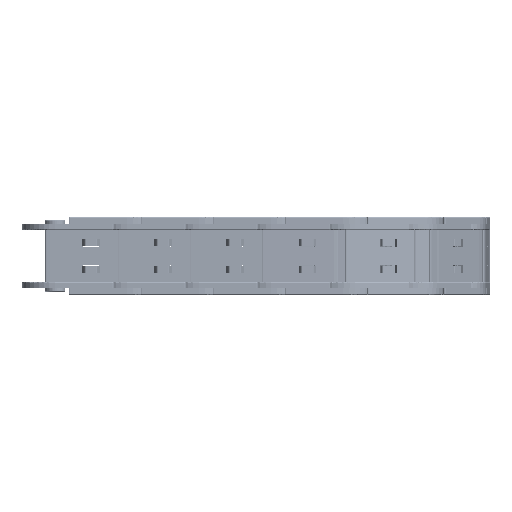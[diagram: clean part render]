
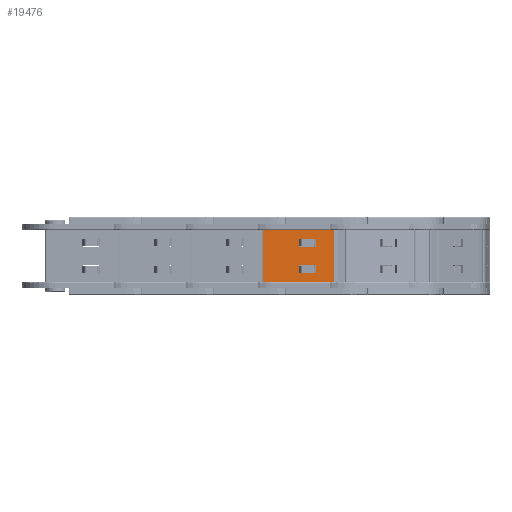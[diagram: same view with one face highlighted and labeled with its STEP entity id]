
A CAD part, front view. The second image highlights one B-rep face of the part: STEP entity #19476.
In plain terms, the highlighted face is planar.
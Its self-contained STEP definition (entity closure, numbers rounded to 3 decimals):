
#117 = CARTESIAN_POINT ( 'NONE',  ( -38.867, 70.37, -19.116 ) ) ;
#175 = EDGE_LOOP ( 'NONE', ( #7622, #13987, #44275, #11636 ) ) ;
#983 = CARTESIAN_POINT ( 'NONE',  ( -21.867, 70.37, -32.166 ) ) ;
#1125 = LINE ( 'NONE', #117, #19819 ) ;
#1655 = CARTESIAN_POINT ( 'NONE',  ( -24.867, 70.37, -25.416 ) ) ;
#2105 = CARTESIAN_POINT ( 'NONE',  ( -24.867, 70.37, -19.116 ) ) ;
#2707 = ORIENTED_EDGE ( 'NONE', *, *, #45120, .T. ) ;
#3060 = DIRECTION ( 'NONE',  ( 0., 0., 1. ) ) ;
#3220 = FACE_BOUND ( 'NONE', #42267, .T. ) ;
#3631 = DIRECTION ( 'NONE',  ( 1., 0., 0. ) ) ;
#4082 = CARTESIAN_POINT ( 'NONE',  ( -53.087, 70.37, 8.434 ) ) ;
#4251 = CARTESIAN_POINT ( 'NONE',  ( -24.867, 70.37, 1.684 ) ) ;
#4770 = LINE ( 'NONE', #17364, #23462 ) ;
#5465 = CARTESIAN_POINT ( 'NONE',  ( 3.113, 70.37, -113.786 ) ) ;
#6568 = LINE ( 'NONE', #33765, #35133 ) ;
#6783 = EDGE_CURVE ( 'NONE', #37639, #26080, #25844, .T. ) ;
#7158 = EDGE_CURVE ( 'NONE', #42223, #14123, #6568, .T. ) ;
#7622 = ORIENTED_EDGE ( 'NONE', *, *, #13562, .F. ) ;
#7867 = VERTEX_POINT ( 'NONE', #14139 ) ;
#7997 = VECTOR ( 'NONE', #22832, 1000. ) ;
#8348 = ORIENTED_EDGE ( 'NONE', *, *, #18917, .F. ) ;
#8818 = LINE ( 'NONE', #13065, #42887 ) ;
#9194 = VERTEX_POINT ( 'NONE', #15451 ) ;
#9411 = ORIENTED_EDGE ( 'NONE', *, *, #31065, .T. ) ;
#9622 = CARTESIAN_POINT ( 'NONE',  ( 3.113, 70.37, 8.434 ) ) ;
#10178 = CARTESIAN_POINT ( 'NONE',  ( -53.087, 70.37, -32.166 ) ) ;
#10395 = EDGE_LOOP ( 'NONE', ( #12622, #32785, #8348, #2707 ) ) ;
#11636 = ORIENTED_EDGE ( 'NONE', *, *, #30105, .F. ) ;
#12462 = LINE ( 'NONE', #983, #23443 ) ;
#12622 = ORIENTED_EDGE ( 'NONE', *, *, #34164, .T. ) ;
#13065 = CARTESIAN_POINT ( 'NONE',  ( -24.867, 70.37, -19.116 ) ) ;
#13562 = EDGE_CURVE ( 'NONE', #26080, #27304, #4770, .T. ) ;
#13821 = VECTOR ( 'NONE', #19423, 1000. ) ;
#13987 = ORIENTED_EDGE ( 'NONE', *, *, #6783, .F. ) ;
#14123 = VERTEX_POINT ( 'NONE', #9622 ) ;
#14139 = CARTESIAN_POINT ( 'NONE',  ( -24.867, 70.37, -25.416 ) ) ;
#14969 = CARTESIAN_POINT ( 'NONE',  ( -38.867, 70.37, -4.616 ) ) ;
#15288 = DIRECTION ( 'NONE',  ( -1., 0., 0. ) ) ;
#15451 = CARTESIAN_POINT ( 'NONE',  ( -38.867, 70.37, -25.416 ) ) ;
#15460 = ORIENTED_EDGE ( 'NONE', *, *, #31410, .T. ) ;
#16058 = VERTEX_POINT ( 'NONE', #19790 ) ;
#16470 = DIRECTION ( 'NONE',  ( 0., 0., -1. ) ) ;
#17349 = LINE ( 'NONE', #5465, #7997 ) ;
#17364 = CARTESIAN_POINT ( 'NONE',  ( -24.867, 70.37, -4.616 ) ) ;
#18166 = VERTEX_POINT ( 'NONE', #2105 ) ;
#18917 = EDGE_CURVE ( 'NONE', #19632, #42223, #36243, .T. ) ;
#19046 = LINE ( 'NONE', #44495, #22845 ) ;
#19423 = DIRECTION ( 'NONE',  ( 0., 0., 1. ) ) ;
#19476 = ADVANCED_FACE ( 'NONE', ( #3220, #39502, #42264 ), #20046, .F. ) ;
#19632 = VERTEX_POINT ( 'NONE', #10178 ) ;
#19646 = DIRECTION ( 'NONE',  ( 1., 0., 0. ) ) ;
#19790 = CARTESIAN_POINT ( 'NONE',  ( 3.113, 70.37, -32.166 ) ) ;
#19819 = VECTOR ( 'NONE', #3060, 1000. ) ;
#19969 = DIRECTION ( 'NONE',  ( 0., 0., -1. ) ) ;
#20046 = PLANE ( 'NONE',  #39902 ) ;
#22289 = CARTESIAN_POINT ( 'NONE',  ( -38.867, 70.37, 1.684 ) ) ;
#22601 = CARTESIAN_POINT ( 'NONE',  ( -24.867, 70.37, -4.616 ) ) ;
#22832 = DIRECTION ( 'NONE',  ( 0., 0., 1. ) ) ;
#22845 = VECTOR ( 'NONE', #34362, 1000. ) ;
#22968 = CARTESIAN_POINT ( 'NONE',  ( -24.867, 70.37, -4.616 ) ) ;
#23327 = CARTESIAN_POINT ( 'NONE',  ( -38.867, 70.37, -19.116 ) ) ;
#23443 = VECTOR ( 'NONE', #39544, 1000. ) ;
#23462 = VECTOR ( 'NONE', #27383, 1000. ) ;
#23872 = CARTESIAN_POINT ( 'NONE',  ( -21.867, 70.37, -32.166 ) ) ;
#24795 = CARTESIAN_POINT ( 'NONE',  ( -24.867, 70.37, -19.116 ) ) ;
#25844 = LINE ( 'NONE', #40868, #37948 ) ;
#26080 = VERTEX_POINT ( 'NONE', #14969 ) ;
#27304 = VERTEX_POINT ( 'NONE', #22968 ) ;
#27383 = DIRECTION ( 'NONE',  ( 1., 0., 0. ) ) ;
#27441 = DIRECTION ( 'NONE',  ( 0., 0., 1. ) ) ;
#28703 = ORIENTED_EDGE ( 'NONE', *, *, #43368, .T. ) ;
#30105 = EDGE_CURVE ( 'NONE', #27304, #32315, #32534, .T. ) ;
#31065 = EDGE_CURVE ( 'NONE', #9194, #33715, #1125, .T. ) ;
#31410 = EDGE_CURVE ( 'NONE', #18166, #7867, #8818, .T. ) ;
#32315 = VERTEX_POINT ( 'NONE', #4251 ) ;
#32334 = EDGE_CURVE ( 'NONE', #7867, #9194, #43408, .T. ) ;
#32534 = LINE ( 'NONE', #22601, #13821 ) ;
#32785 = ORIENTED_EDGE ( 'NONE', *, *, #7158, .F. ) ;
#33715 = VERTEX_POINT ( 'NONE', #23327 ) ;
#33765 = CARTESIAN_POINT ( 'NONE',  ( -21.867, 70.37, 8.434 ) ) ;
#34164 = EDGE_CURVE ( 'NONE', #16058, #14123, #17349, .T. ) ;
#34237 = EDGE_CURVE ( 'NONE', #32315, #37639, #19046, .T. ) ;
#34362 = DIRECTION ( 'NONE',  ( -1., 0., 0. ) ) ;
#35133 = VECTOR ( 'NONE', #19646, 1000. ) ;
#35278 = ORIENTED_EDGE ( 'NONE', *, *, #32334, .T. ) ;
#36243 = LINE ( 'NONE', #41939, #45028 ) ;
#37639 = VERTEX_POINT ( 'NONE', #22289 ) ;
#37948 = VECTOR ( 'NONE', #19969, 1000. ) ;
#38878 = DIRECTION ( 'NONE',  ( 0., 0., 1. ) ) ;
#39502 = FACE_OUTER_BOUND ( 'NONE', #10395, .T. ) ;
#39544 = DIRECTION ( 'NONE',  ( 1., 0., 0. ) ) ;
#39559 = VECTOR ( 'NONE', #15288, 1000. ) ;
#39902 = AXIS2_PLACEMENT_3D ( 'NONE', #23872, #40942, #27441 ) ;
#40415 = VECTOR ( 'NONE', #3631, 1000. ) ;
#40868 = CARTESIAN_POINT ( 'NONE',  ( -38.867, 70.37, -4.616 ) ) ;
#40942 = DIRECTION ( 'NONE',  ( 0., 1., 0. ) ) ;
#41515 = LINE ( 'NONE', #24795, #40415 ) ;
#41939 = CARTESIAN_POINT ( 'NONE',  ( -53.087, 70.37, -113.786 ) ) ;
#42223 = VERTEX_POINT ( 'NONE', #4082 ) ;
#42264 = FACE_BOUND ( 'NONE', #175, .T. ) ;
#42267 = EDGE_LOOP ( 'NONE', ( #28703, #15460, #35278, #9411 ) ) ;
#42887 = VECTOR ( 'NONE', #16470, 1000. ) ;
#43368 = EDGE_CURVE ( 'NONE', #33715, #18166, #41515, .T. ) ;
#43408 = LINE ( 'NONE', #1655, #39559 ) ;
#44275 = ORIENTED_EDGE ( 'NONE', *, *, #34237, .F. ) ;
#44495 = CARTESIAN_POINT ( 'NONE',  ( -24.867, 70.37, 1.684 ) ) ;
#45028 = VECTOR ( 'NONE', #38878, 1000. ) ;
#45120 = EDGE_CURVE ( 'NONE', #19632, #16058, #12462, .T. ) ;
